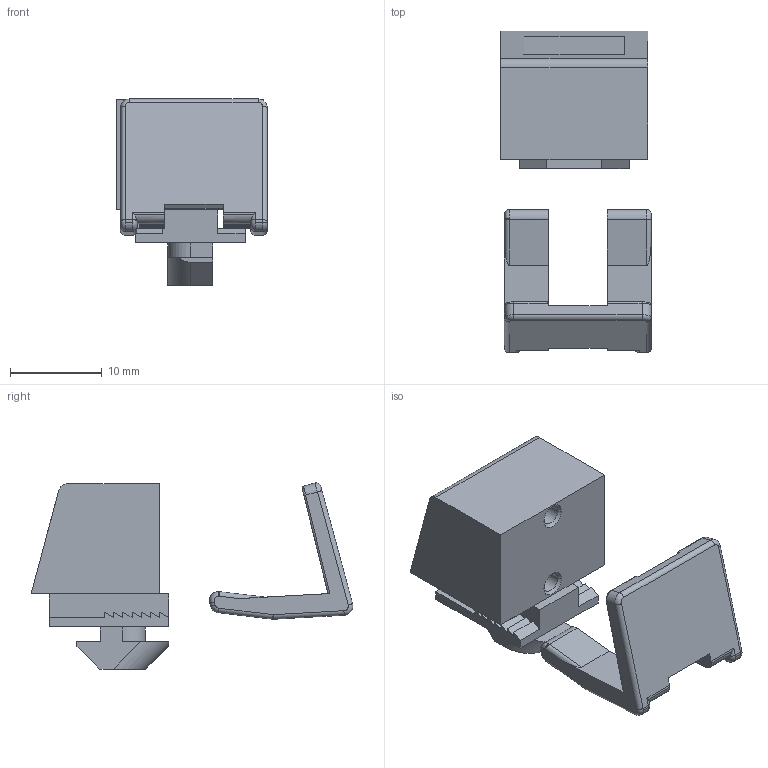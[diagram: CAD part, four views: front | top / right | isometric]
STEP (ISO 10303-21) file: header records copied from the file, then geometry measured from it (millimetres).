
FILE_DESCRIPTION (( 'STEP AP203' ), '1' );
FILE_NAME ('255615100_c_1.STEP', '2023-04-11T13:14:02', ( '' ), ( '' ), 'SwSTEP 2.0', 'SolidWorks 2014', '' );
FILE_SCHEMA (( 'CONFIG_CONTROL_DESIGN' ));
Length unit declared in the file: millimetre
Products named in the file (3): 255615100 Klemmblock Grundk_X_F6rper; 255615100_c_1; 255615100 Klemmblock Clip
Assembly tree (2 placements, depth 2):
  255615100_c_1
    255615100 Klemmblock Grundk_X_F6rper
    255615100 Klemmblock Clip
Bounding box: 16.41 x 35.06 x 20.29 mm (x, y, z)
Volume: 2684.4 mm3; surface area: 2895.4 mm2
Topology: 2 solids, 2 shells, 201 faces, 538 edges, 339 vertices
Faces by surface type: plane 124, cylinder 50, torus 15, bspline 8, cone 4
Entity records: 6608 total; most frequent: CARTESIAN_POINT 1379, ORIENTED_EDGE 1064, DIRECTION 990, EDGE_CURVE 532, VECTOR 392, LINE 392, VERTEX_POINT 339, AXIS2_PLACEMENT_3D 299
